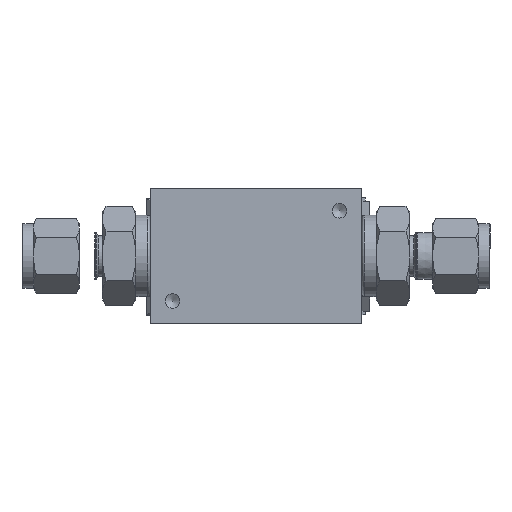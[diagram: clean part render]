
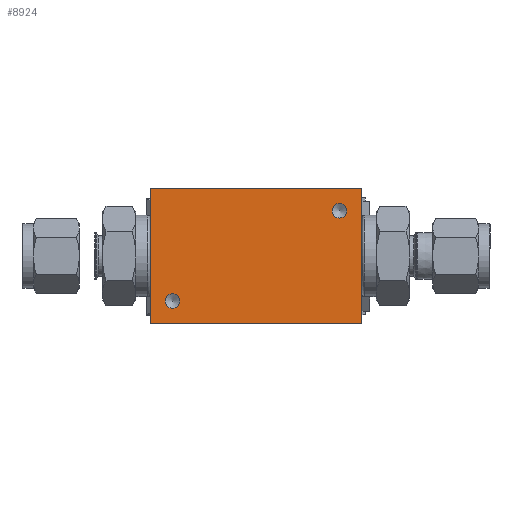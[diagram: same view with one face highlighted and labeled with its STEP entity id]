
A CAD part, top view. The second image highlights one B-rep face of the part: STEP entity #8924.
In plain terms, the highlighted planar face has unit normal (0, 0, 1).
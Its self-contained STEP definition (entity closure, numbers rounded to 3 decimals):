
#577=FACE_BOUND('',#1668,.T.);
#578=FACE_BOUND('',#1669,.T.);
#711=PLANE('',#9647);
#1100=FACE_OUTER_BOUND('',#1667,.T.);
#1667=EDGE_LOOP('',(#6892,#6893,#6894,#6895));
#1668=EDGE_LOOP('',(#6896));
#1669=EDGE_LOOP('',(#6897));
#2197=CIRCLE('',#9648,1.621);
#2198=CIRCLE('',#9649,1.621);
#2573=LINE('',#13442,#3335);
#2598=LINE('',#13777,#3360);
#2602=LINE('',#13784,#3364);
#2603=LINE('',#13785,#3365);
#3335=VECTOR('',#10836,10.);
#3360=VECTOR('',#11055,10.);
#3364=VECTOR('',#11061,10.);
#3365=VECTOR('',#11062,10.);
#4131=VERTEX_POINT('',#13440);
#4132=VERTEX_POINT('',#13441);
#4200=VERTEX_POINT('',#13775);
#4201=VERTEX_POINT('',#13776);
#4204=VERTEX_POINT('',#13786);
#4205=VERTEX_POINT('',#13788);
#5065=EDGE_CURVE('',#4131,#4132,#2573,.T.);
#5181=EDGE_CURVE('',#4200,#4201,#2598,.T.);
#5185=EDGE_CURVE('',#4132,#4200,#2602,.T.);
#5186=EDGE_CURVE('',#4201,#4131,#2603,.T.);
#5187=EDGE_CURVE('',#4204,#4204,#2197,.T.);
#5188=EDGE_CURVE('',#4205,#4205,#2198,.T.);
#6892=ORIENTED_EDGE('',*,*,#5181,.F.);
#6893=ORIENTED_EDGE('',*,*,#5185,.F.);
#6894=ORIENTED_EDGE('',*,*,#5065,.F.);
#6895=ORIENTED_EDGE('',*,*,#5186,.F.);
#6896=ORIENTED_EDGE('',*,*,#5187,.T.);
#6897=ORIENTED_EDGE('',*,*,#5188,.T.);
#8924=ADVANCED_FACE('',(#1100,#577,#578),#711,.T.);
#9647=AXIS2_PLACEMENT_3D('',#13783,#11059,#11060);
#9648=AXIS2_PLACEMENT_3D('',#13787,#11063,#11064);
#9649=AXIS2_PLACEMENT_3D('',#13789,#11065,#11066);
#10836=DIRECTION('',(0.,1.,0.));
#11055=DIRECTION('',(0.,-1.,0.));
#11059=DIRECTION('center_axis',(0.,0.,1.));
#11060=DIRECTION('ref_axis',(1.,0.,0.));
#11061=DIRECTION('',(1.,0.,0.));
#11062=DIRECTION('',(-1.,0.,0.));
#11063=DIRECTION('center_axis',(0.,0.,-1.));
#11064=DIRECTION('ref_axis',(1.,0.,0.));
#11065=DIRECTION('center_axis',(0.,0.,-1.));
#11066=DIRECTION('ref_axis',(1.,0.,0.));
#13440=CARTESIAN_POINT('',(-23.5,-15.,37.));
#13441=CARTESIAN_POINT('',(-23.5,15.,37.));
#13442=CARTESIAN_POINT('',(-23.5,-15.,37.));
#13775=CARTESIAN_POINT('',(23.5,15.,37.));
#13776=CARTESIAN_POINT('',(23.5,-15.,37.));
#13777=CARTESIAN_POINT('',(23.5,15.,37.));
#13783=CARTESIAN_POINT('Origin',(0.,0.,37.));
#13784=CARTESIAN_POINT('',(-23.5,15.,37.));
#13785=CARTESIAN_POINT('',(23.5,-15.,37.));
#13786=CARTESIAN_POINT('',(16.879,10.,37.));
#13787=CARTESIAN_POINT('Origin',(18.5,10.,37.));
#13788=CARTESIAN_POINT('',(-20.121,-10.,37.));
#13789=CARTESIAN_POINT('Origin',(-18.5,-10.,37.));
